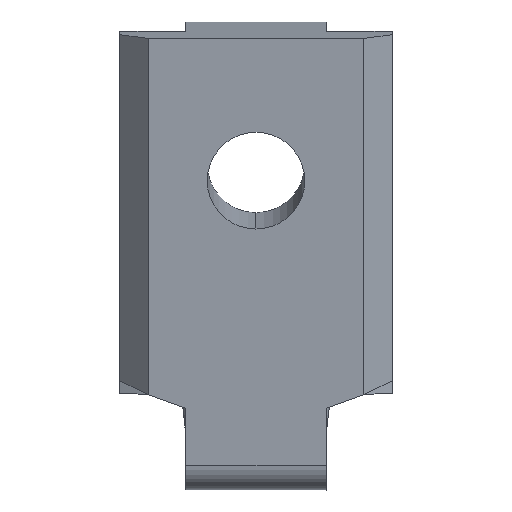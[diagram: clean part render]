
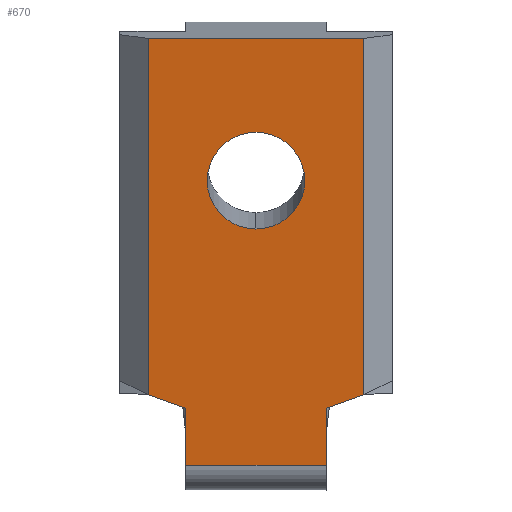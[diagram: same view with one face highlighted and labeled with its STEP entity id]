
A CAD part, front view. The second image highlights one B-rep face of the part: STEP entity #670.
In plain terms, the highlighted face is planar.
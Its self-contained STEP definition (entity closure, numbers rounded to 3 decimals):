
#79 = CIRCLE ( 'NONE', #2398, 3.4 ) ;
#106 = LINE ( 'NONE', #1001, #1902 ) ;
#154 = VERTEX_POINT ( 'NONE', #1167 ) ;
#172 = DIRECTION ( 'NONE',  ( -0.94, 0., -0.342 ) ) ;
#181 = CARTESIAN_POINT ( 'NONE',  ( 4.9, 0., 32. ) ) ;
#183 = VERTEX_POINT ( 'NONE', #1176 ) ;
#228 = CARTESIAN_POINT ( 'NONE',  ( 0., 0., 18.6 ) ) ;
#260 = FACE_BOUND ( 'NONE', #503, .T. ) ;
#266 = LINE ( 'NONE', #1550, #586 ) ;
#296 = VECTOR ( 'NONE', #1716, 1000. ) ;
#438 = DIRECTION ( 'NONE',  ( 0., 0., 1. ) ) ;
#490 = LINE ( 'NONE', #2416, #956 ) ;
#503 = EDGE_LOOP ( 'NONE', ( #2034, #2001 ) ) ;
#506 = AXIS2_PLACEMENT_3D ( 'NONE', #181, #597, #1171 ) ;
#586 = VECTOR ( 'NONE', #2106, 1000. ) ;
#597 = DIRECTION ( 'NONE',  ( 0., 1., 0. ) ) ;
#612 = EDGE_CURVE ( 'NONE', #871, #660, #759, .T. ) ;
#637 = DIRECTION ( 'NONE',  ( 0., 0., 1. ) ) ;
#645 = LINE ( 'NONE', #2261, #1876 ) ;
#660 = VERTEX_POINT ( 'NONE', #2586 ) ;
#670 = ADVANCED_FACE ( 'NONE', ( #260, #1781 ), #1612, .F. ) ;
#678 = VERTEX_POINT ( 'NONE', #1593 ) ;
#702 = VECTOR ( 'NONE', #2596, 1000. ) ;
#759 = LINE ( 'NONE', #805, #702 ) ;
#786 = VERTEX_POINT ( 'NONE', #228 ) ;
#805 = CARTESIAN_POINT ( 'NONE',  ( 7.5, 0., 32. ) ) ;
#820 = CARTESIAN_POINT ( 'NONE',  ( 0., 0., 22. ) ) ;
#864 = ORIENTED_EDGE ( 'NONE', *, *, #1396, .F. ) ;
#871 = VERTEX_POINT ( 'NONE', #1835 ) ;
#888 = VECTOR ( 'NONE', #1905, 1000. ) ;
#948 = VERTEX_POINT ( 'NONE', #1470 ) ;
#956 = VECTOR ( 'NONE', #2039, 1000. ) ;
#1001 = CARTESIAN_POINT ( 'NONE',  ( 4.9, 0., 32. ) ) ;
#1082 = ORIENTED_EDGE ( 'NONE', *, *, #2263, .F. ) ;
#1125 = CARTESIAN_POINT ( 'NONE',  ( 0., 0., 25.4 ) ) ;
#1167 = CARTESIAN_POINT ( 'NONE',  ( 4.9, 0., 6. ) ) ;
#1171 = DIRECTION ( 'NONE',  ( 0., 0., 1. ) ) ;
#1176 = CARTESIAN_POINT ( 'NONE',  ( 4.9, 0., 2. ) ) ;
#1179 = DIRECTION ( 'NONE',  ( 1., 0., 0. ) ) ;
#1229 = EDGE_CURVE ( 'NONE', #948, #871, #106, .T. ) ;
#1286 = CARTESIAN_POINT ( 'NONE',  ( -4.9, 0., 32. ) ) ;
#1331 = EDGE_CURVE ( 'NONE', #1827, #948, #1719, .T. ) ;
#1367 = ORIENTED_EDGE ( 'NONE', *, *, #2340, .F. ) ;
#1377 = LINE ( 'NONE', #2150, #2319 ) ;
#1394 = ORIENTED_EDGE ( 'NONE', *, *, #1331, .F. ) ;
#1396 = EDGE_CURVE ( 'NONE', #678, #1799, #2178, .T. ) ;
#1449 = CARTESIAN_POINT ( 'NONE',  ( 0., 0., 22. ) ) ;
#1470 = CARTESIAN_POINT ( 'NONE',  ( -7.5, 0., 32. ) ) ;
#1491 = EDGE_CURVE ( 'NONE', #1848, #786, #2363, .T. ) ;
#1515 = CARTESIAN_POINT ( 'NONE',  ( -7.5, 0., 32. ) ) ;
#1545 = EDGE_CURVE ( 'NONE', #1799, #1827, #645, .T. ) ;
#1550 = CARTESIAN_POINT ( 'NONE',  ( 4.9, 0., 2. ) ) ;
#1593 = CARTESIAN_POINT ( 'NONE',  ( -4.9, 0., 2. ) ) ;
#1612 = PLANE ( 'NONE',  #506 ) ;
#1632 = ORIENTED_EDGE ( 'NONE', *, *, #1980, .F. ) ;
#1716 = DIRECTION ( 'NONE',  ( 0., 0., 1. ) ) ;
#1719 = LINE ( 'NONE', #1515, #296 ) ;
#1740 = CARTESIAN_POINT ( 'NONE',  ( -4.9, 0., 6. ) ) ;
#1746 = CARTESIAN_POINT ( 'NONE',  ( -7.5, 0., 6.946 ) ) ;
#1781 = FACE_OUTER_BOUND ( 'NONE', #2548, .T. ) ;
#1799 = VERTEX_POINT ( 'NONE', #1740 ) ;
#1827 = VERTEX_POINT ( 'NONE', #1746 ) ;
#1835 = CARTESIAN_POINT ( 'NONE',  ( 7.5, 0., 32. ) ) ;
#1848 = VERTEX_POINT ( 'NONE', #1125 ) ;
#1876 = VECTOR ( 'NONE', #2443, 1000. ) ;
#1902 = VECTOR ( 'NONE', #1179, 1000. ) ;
#1905 = DIRECTION ( 'NONE',  ( 0., 0., 1. ) ) ;
#1980 = EDGE_CURVE ( 'NONE', #154, #183, #490, .T. ) ;
#1986 = ORIENTED_EDGE ( 'NONE', *, *, #1545, .F. ) ;
#2001 = ORIENTED_EDGE ( 'NONE', *, *, #2024, .F. ) ;
#2024 = EDGE_CURVE ( 'NONE', #786, #1848, #79, .T. ) ;
#2032 = DIRECTION ( 'NONE',  ( 0., -1., 0. ) ) ;
#2034 = ORIENTED_EDGE ( 'NONE', *, *, #1491, .F. ) ;
#2039 = DIRECTION ( 'NONE',  ( 0., 0., -1. ) ) ;
#2044 = AXIS2_PLACEMENT_3D ( 'NONE', #820, #2228, #438 ) ;
#2106 = DIRECTION ( 'NONE',  ( -1., 0., 0. ) ) ;
#2137 = ORIENTED_EDGE ( 'NONE', *, *, #1229, .F. ) ;
#2150 = CARTESIAN_POINT ( 'NONE',  ( 7.5, 0., 6.946 ) ) ;
#2178 = LINE ( 'NONE', #1286, #888 ) ;
#2228 = DIRECTION ( 'NONE',  ( 0., -1., 0. ) ) ;
#2261 = CARTESIAN_POINT ( 'NONE',  ( -4.9, 0., 6. ) ) ;
#2263 = EDGE_CURVE ( 'NONE', #183, #678, #266, .T. ) ;
#2280 = ORIENTED_EDGE ( 'NONE', *, *, #612, .F. ) ;
#2319 = VECTOR ( 'NONE', #172, 1000. ) ;
#2340 = EDGE_CURVE ( 'NONE', #660, #154, #1377, .T. ) ;
#2363 = CIRCLE ( 'NONE', #2044, 3.4 ) ;
#2398 = AXIS2_PLACEMENT_3D ( 'NONE', #1449, #2032, #637 ) ;
#2416 = CARTESIAN_POINT ( 'NONE',  ( 4.9, 0., 32. ) ) ;
#2443 = DIRECTION ( 'NONE',  ( -0.94, 0., 0.342 ) ) ;
#2548 = EDGE_LOOP ( 'NONE', ( #1986, #864, #1082, #1632, #1367, #2280, #2137, #1394 ) ) ;
#2586 = CARTESIAN_POINT ( 'NONE',  ( 7.5, 0., 6.946 ) ) ;
#2596 = DIRECTION ( 'NONE',  ( 0., 0., -1. ) ) ;
